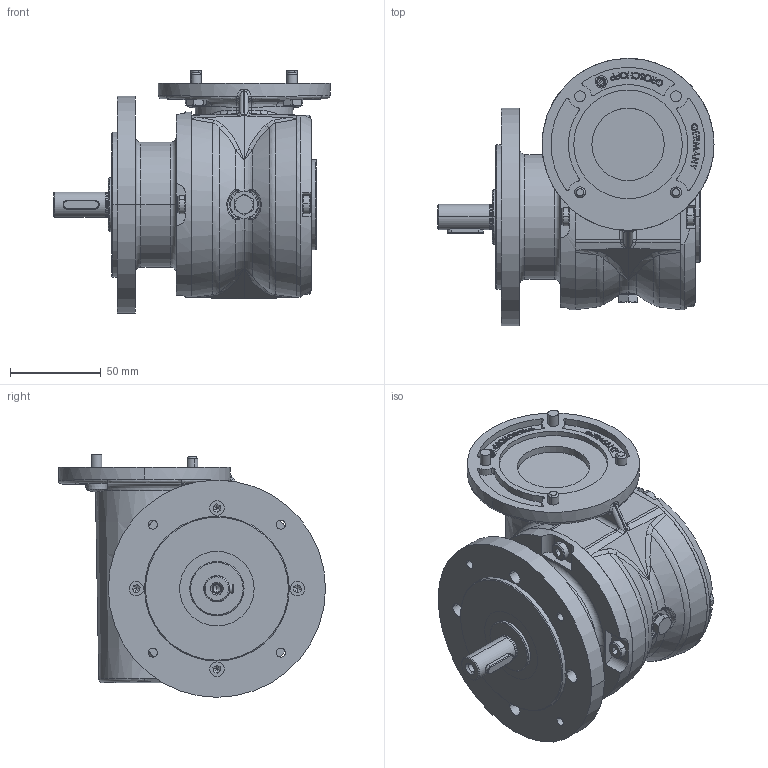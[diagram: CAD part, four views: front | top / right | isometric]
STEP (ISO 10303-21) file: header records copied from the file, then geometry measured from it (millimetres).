
FILE_DESCRIPTION (( 'STEP AP203' ), '1' );
FILE_NAME ('VE40-K-L-S-+-2521067000-+-2513536-9851_a_Bl.1v.1.STEP', '2018-03-29T06:02:15', ( '' ), ( '' ), 'SwSTEP 2.0', 'SolidWorks 2017', '' );
FILE_SCHEMA (( 'CONFIG_CONTROL_DESIGN' ));
Length unit declared in the file: millimetre
Products named in the file (1): VE40-K-L-S-+-2521067000-+-2513536-9851_a_Bl.1v.1
Bounding box: 152.5 x 147.5 x 134 mm (x, y, z)
Volume: 968991.9 mm3; surface area: 95228 mm2
Topology: 1 solids, 1 shells, 875 faces, 2173 edges, 1359 vertices
Faces by surface type: plane 394, cylinder 160, bspline 156, cone 122, torus 37, sphere 6
Entity records: 34923 total; most frequent: CARTESIAN_POINT 15223, ORIENTED_EDGE 4302, DIRECTION 3681, EDGE_CURVE 2151, VERTEX_POINT 1359, AXIS2_PLACEMENT_3D 1296, VECTOR 1089, LINE 1089
